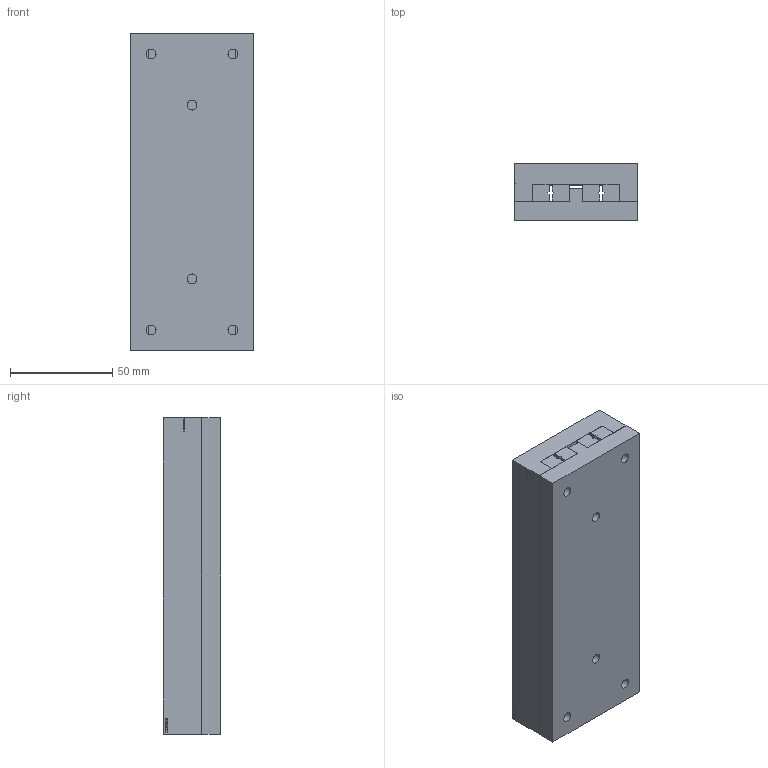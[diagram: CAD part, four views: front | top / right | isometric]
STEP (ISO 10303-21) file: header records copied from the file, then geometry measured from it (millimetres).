
FILE_DESCRIPTION(('FreeCAD Model'),'2;1');
FILE_NAME('NK 3-155 B.step', '2020-04-20T13:10:12',('Author'),(''), 'Open CASCADE STEP processor 6.8','FreeCAD','Unknown');
FILE_SCHEMA(('AUTOMOTIVE_DESIGN_CC2 { 1 2 10303 214 -1 1 5 4 }'));
Length unit declared in the file: millimetre
Products named in the file (3): ASSEMBLY; UT; OT
Assembly tree (2 placements, depth 2):
  ASSEMBLY
    UT
    OT
Bounding box: 60 x 28 x 155 mm (x, y, z)
Volume: 250697.5 mm3; surface area: 76359 mm2
Topology: 6 solids, 6 shells, 563 faces, 1556 edges, 1026 vertices
Faces by surface type: plane 268, extrusion 263, cylinder 22, cone 10
Full cylindrical faces by diameter (mm): 4 x10, 4.8 x6, 6 x6
Entity records: 38509 total; most frequent: CARTESIAN_POINT 8902, DIRECTION 4557, VECTOR 3741, LINE 3478, ORIENTED_EDGE 3112, PCURVE 3112, DEFINITIONAL_REPRESENTATION 3112, EDGE_CURVE 1556
